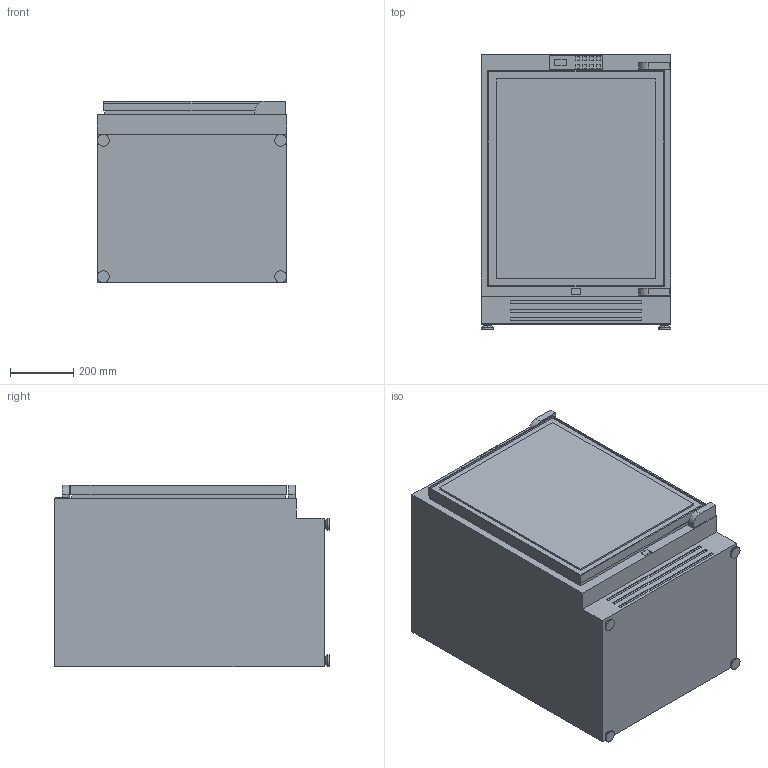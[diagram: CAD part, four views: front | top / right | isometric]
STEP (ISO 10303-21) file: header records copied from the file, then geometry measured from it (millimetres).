
FILE_DESCRIPTION (( 'STEP AP214' ), '1' );
FILE_NAME ('UCB60xxxTP_6.STEP', '2021-04-13T10:02:00', ( '' ), ( '' ), 'SwSTEP 2.0', 'SolidWorks 2017', '' );
FILE_SCHEMA (( 'AUTOMOTIVE_DESIGN' ));
Length unit declared in the file: millimetre
Products named in the file (1): UCB60xxxTP_6
Bounding box: 598 x 865 x 572 mm (x, y, z)
Volume: 281509105.8 mm3; surface area: 2722002.9 mm2
Topology: 1 solids, 1 shells, 167 faces, 385 edges, 251 vertices
Faces by surface type: plane 125, cylinder 34, cone 8
Entity records: 4713 total; most frequent: CARTESIAN_POINT 804, DIRECTION 797, ORIENTED_EDGE 770, EDGE_CURVE 385, LINE 309, VECTOR 309, VERTEX_POINT 251, AXIS2_PLACEMENT_3D 244
